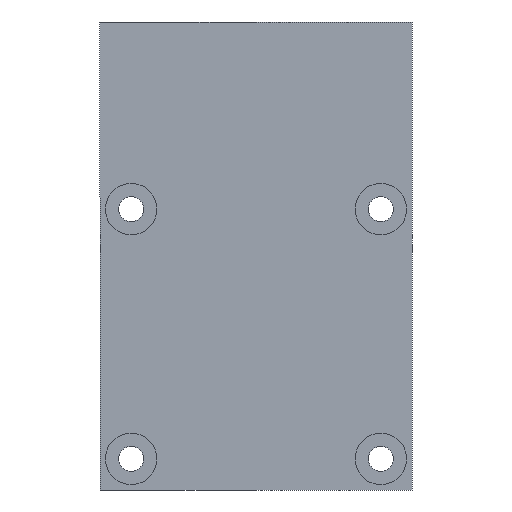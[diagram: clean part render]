
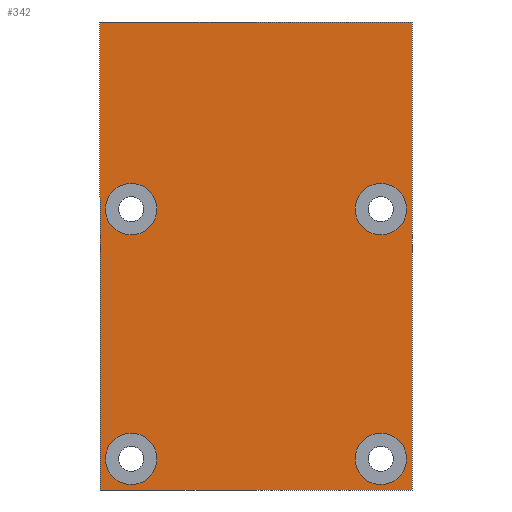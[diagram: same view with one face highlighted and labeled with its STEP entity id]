
A CAD part, front view. The second image highlights one B-rep face of the part: STEP entity #342.
In plain terms, the highlighted planar face has unit normal (0, -1, 0).
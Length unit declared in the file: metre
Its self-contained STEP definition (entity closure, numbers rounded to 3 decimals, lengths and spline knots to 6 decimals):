
#14=LINE('',#564,#26);
#18=LINE('',#572,#30);
#21=LINE('',#578,#33);
#23=LINE('',#581,#35);
#26=VECTOR('',#453,1.);
#30=VECTOR('',#459,1.);
#33=VECTOR('',#464,1.);
#35=VECTOR('',#468,1.);
#40=PLANE('',#389);
#74=ORIENTED_EDGE('',*,*,#142,.F.);
#75=ORIENTED_EDGE('',*,*,#143,.F.);
#76=ORIENTED_EDGE('',*,*,#144,.F.);
#77=ORIENTED_EDGE('',*,*,#145,.F.);
#78=ORIENTED_EDGE('',*,*,#132,.F.);
#79=ORIENTED_EDGE('',*,*,#136,.F.);
#80=ORIENTED_EDGE('',*,*,#139,.T.);
#81=ORIENTED_EDGE('',*,*,#141,.T.);
#132=EDGE_CURVE('',#168,#169,#14,.T.);
#136=EDGE_CURVE('',#171,#168,#18,.T.);
#139=EDGE_CURVE('',#171,#173,#21,.T.);
#141=EDGE_CURVE('',#173,#169,#23,.T.);
#142=EDGE_CURVE('',#174,#174,#198,.T.);
#143=EDGE_CURVE('',#175,#175,#199,.T.);
#144=EDGE_CURVE('',#176,#176,#200,.T.);
#145=EDGE_CURVE('',#177,#177,#201,.T.);
#168=VERTEX_POINT('',#563);
#169=VERTEX_POINT('',#565);
#171=VERTEX_POINT('',#571);
#173=VERTEX_POINT('',#577);
#174=VERTEX_POINT('',#584);
#175=VERTEX_POINT('',#586);
#176=VERTEX_POINT('',#588);
#177=VERTEX_POINT('',#590);
#198=CIRCLE('',#390,0.0033);
#199=CIRCLE('',#391,0.0033);
#200=CIRCLE('',#392,0.0033);
#201=CIRCLE('',#393,0.0033);
#226=EDGE_LOOP('',(#74));
#227=EDGE_LOOP('',(#75));
#228=EDGE_LOOP('',(#76));
#229=EDGE_LOOP('',(#77));
#230=EDGE_LOOP('',(#78,#79,#80,#81));
#280=FACE_BOUND('',#226,.T.);
#281=FACE_BOUND('',#227,.T.);
#282=FACE_BOUND('',#228,.T.);
#283=FACE_BOUND('',#229,.T.);
#284=FACE_BOUND('',#230,.T.);
#342=ADVANCED_FACE('',(#280,#281,#282,#283,#284),#40,.T.);
#389=AXIS2_PLACEMENT_3D('',#582,#469,#470);
#390=AXIS2_PLACEMENT_3D('',#583,#471,#472);
#391=AXIS2_PLACEMENT_3D('',#585,#473,#474);
#392=AXIS2_PLACEMENT_3D('',#587,#475,#476);
#393=AXIS2_PLACEMENT_3D('',#589,#477,#478);
#453=DIRECTION('',(1.,0.,0.));
#459=DIRECTION('',(0.,0.,1.));
#464=DIRECTION('',(1.,0.,0.));
#468=DIRECTION('',(0.,0.,1.));
#469=DIRECTION('',(0.,-1.,0.));
#470=DIRECTION('',(1.,0.,0.));
#471=DIRECTION('',(0.,-1.,0.));
#472=DIRECTION('',(0.,0.,-1.));
#473=DIRECTION('',(0.,-1.,0.));
#474=DIRECTION('',(0.,0.,-1.));
#475=DIRECTION('',(0.,-1.,0.));
#476=DIRECTION('',(0.,0.,-1.));
#477=DIRECTION('',(0.,-1.,0.));
#478=DIRECTION('',(0.,0.,-1.));
#563=CARTESIAN_POINT('',(0.,-0.012,0.06));
#564=CARTESIAN_POINT('',(0.03,-0.012,0.06));
#565=CARTESIAN_POINT('',(0.04,-0.012,0.06));
#571=CARTESIAN_POINT('',(0.,-0.012,0.));
#572=CARTESIAN_POINT('',(0.,-0.012,0.04));
#577=CARTESIAN_POINT('',(0.04,-0.012,0.));
#578=CARTESIAN_POINT('',(0.01,-0.012,0.));
#581=CARTESIAN_POINT('',(0.04,-0.012,0.04));
#582=CARTESIAN_POINT('',(0.02,-0.012,0.03));
#583=CARTESIAN_POINT('',(0.036,-0.012,0.036));
#584=CARTESIAN_POINT('',(0.036,-0.012,0.0327));
#585=CARTESIAN_POINT('',(0.004,-0.012,0.004));
#586=CARTESIAN_POINT('',(0.004,-0.012,0.0007));
#587=CARTESIAN_POINT('',(0.036,-0.012,0.004));
#588=CARTESIAN_POINT('',(0.036,-0.012,0.0007));
#589=CARTESIAN_POINT('',(0.004,-0.012,0.036));
#590=CARTESIAN_POINT('',(0.004,-0.012,0.0327));
